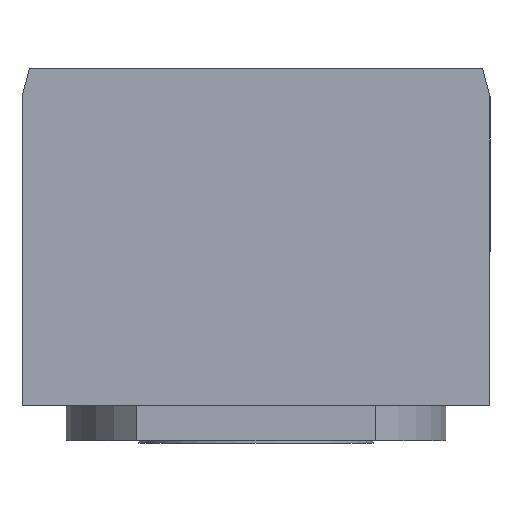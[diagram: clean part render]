
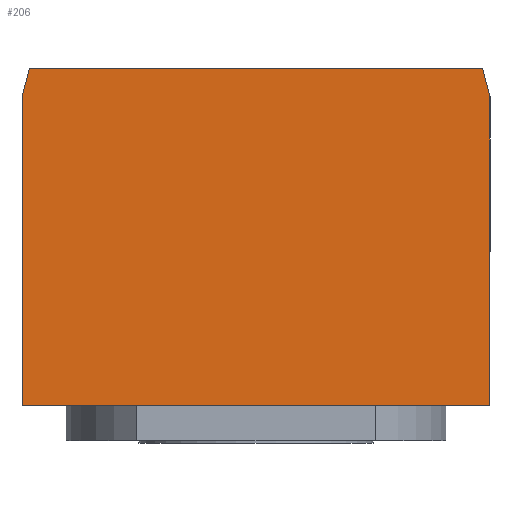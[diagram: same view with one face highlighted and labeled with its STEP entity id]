
A CAD part, left-side view. The second image highlights one B-rep face of the part: STEP entity #206.
In plain terms, the highlighted planar face has unit normal (-1, 0, 0).
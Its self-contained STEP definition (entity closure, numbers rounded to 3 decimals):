
#70=LINE('',#1022,#125);
#71=LINE('',#1024,#126);
#82=LINE('',#1118,#137);
#83=LINE('',#1120,#138);
#84=LINE('',#1122,#139);
#85=LINE('',#1124,#140);
#125=VECTOR('',#824,1.);
#126=VECTOR('',#827,1.);
#137=VECTOR('',#866,1.);
#138=VECTOR('',#867,1.);
#139=VECTOR('',#868,1.);
#140=VECTOR('',#869,1.);
#175=FACE_OUTER_BOUND('',#293,.T.);
#206=ADVANCED_FACE('',(#175),#236,.T.);
#236=PLANE('',#724);
#293=EDGE_LOOP('',(#407,#408,#409,#410,#411,#412));
#407=ORIENTED_EDGE('',*,*,#578,.T.);
#408=ORIENTED_EDGE('',*,*,#577,.T.);
#409=ORIENTED_EDGE('',*,*,#596,.T.);
#410=ORIENTED_EDGE('',*,*,#597,.T.);
#411=ORIENTED_EDGE('',*,*,#598,.F.);
#412=ORIENTED_EDGE('',*,*,#599,.F.);
#511=VERTEX_POINT('',#1017);
#513=VERTEX_POINT('',#1021);
#514=VERTEX_POINT('',#1025);
#525=VERTEX_POINT('',#1119);
#526=VERTEX_POINT('',#1121);
#527=VERTEX_POINT('',#1123);
#577=EDGE_CURVE('',#511,#513,#70,.T.);
#578=EDGE_CURVE('',#514,#511,#71,.T.);
#596=EDGE_CURVE('',#513,#525,#82,.T.);
#597=EDGE_CURVE('',#525,#526,#83,.T.);
#598=EDGE_CURVE('',#527,#526,#84,.T.);
#599=EDGE_CURVE('',#514,#527,#85,.T.);
#724=AXIS2_PLACEMENT_3D('',#1125,#870,#871);
#824=DIRECTION('',(0.,0.259,0.966));
#827=DIRECTION('',(0.,0.,1.));
#866=DIRECTION('',(0.,1.,0.));
#867=DIRECTION('',(0.,0.259,-0.966));
#868=DIRECTION('',(0.,0.,1.));
#869=DIRECTION('',(0.,1.,0.));
#870=DIRECTION('',(-1.,0.,0.));
#871=DIRECTION('',(0.,0.,1.));
#1017=CARTESIAN_POINT('',(-50.,-50.,-1.));
#1021=CARTESIAN_POINT('',(-50.,-48.392,5.));
#1022=CARTESIAN_POINT('',(-50.,-66.5,-62.579));
#1024=CARTESIAN_POINT('',(-50.,-50.,-67.));
#1025=CARTESIAN_POINT('',(-50.,-50.,-67.));
#1118=CARTESIAN_POINT('',(-50.,-50.,5.));
#1119=CARTESIAN_POINT('',(-50.,48.392,5.));
#1120=CARTESIAN_POINT('',(-50.,59.801,-37.579));
#1121=CARTESIAN_POINT('',(-50.,50.,-1.));
#1122=CARTESIAN_POINT('',(-50.,50.,-67.));
#1123=CARTESIAN_POINT('',(-50.,50.,-67.));
#1124=CARTESIAN_POINT('',(-50.,-50.,-67.));
#1125=CARTESIAN_POINT('',(-50.,-50.,-67.));
